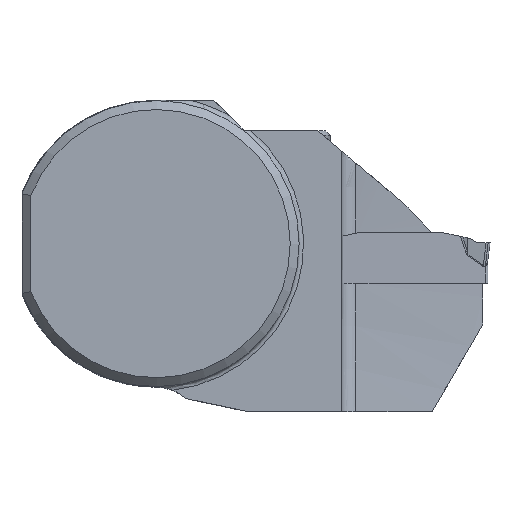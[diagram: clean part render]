
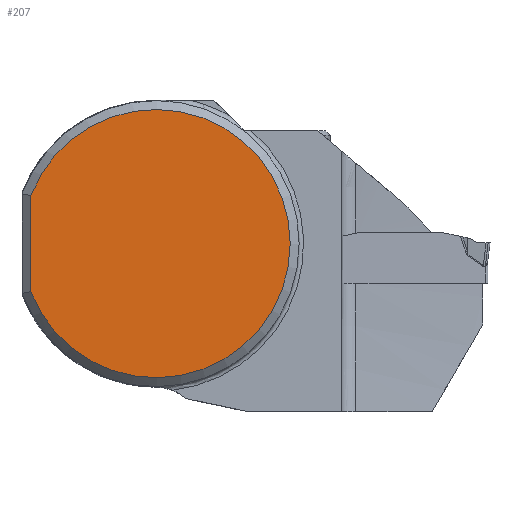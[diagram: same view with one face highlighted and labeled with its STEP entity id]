
A CAD part, top view. The second image highlights one B-rep face of the part: STEP entity #207.
In plain terms, the highlighted planar face has unit normal (0, 0, 1).
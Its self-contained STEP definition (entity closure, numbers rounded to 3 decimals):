
#154=PLANE('',#2046);
#207=ADVANCED_FACE('',(#341),#154,.F.);
#341=FACE_OUTER_BOUND('',#450,.T.);
#450=EDGE_LOOP('',(#916,#917));
#664=LINE('',#2679,#786);
#786=VECTOR('',#2225,1.);
#916=ORIENTED_EDGE('',*,*,#1666,.F.);
#917=ORIENTED_EDGE('',*,*,#1667,.T.);
#1486=VERTEX_POINT('',#2680);
#1487=VERTEX_POINT('',#2681);
#1666=EDGE_CURVE('',#1486,#1487,#664,.T.);
#1667=EDGE_CURVE('',#1486,#1487,#1941,.T.);
#1941=CIRCLE('',#2045,15.);
#2045=AXIS2_PLACEMENT_3D('',#2682,#2226,#2227);
#2046=AXIS2_PLACEMENT_3D('',#2683,#2228,#2229);
#2225=DIRECTION('',(0.,1.,0.));
#2226=DIRECTION('',(0.,0.,1.));
#2227=DIRECTION('',(1.,0.,0.));
#2228=DIRECTION('',(0.,0.,-1.));
#2229=DIRECTION('',(1.,0.,0.));
#2679=CARTESIAN_POINT('',(-14.,0.,0.325));
#2680=CARTESIAN_POINT('',(-14.,-5.385,0.325));
#2681=CARTESIAN_POINT('',(-14.,5.385,0.325));
#2682=CARTESIAN_POINT('',(0.,0.,0.325));
#2683=CARTESIAN_POINT('',(0.,0.,0.325));
